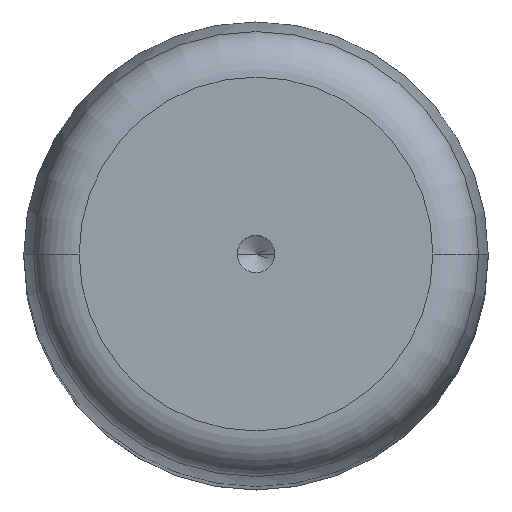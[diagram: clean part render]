
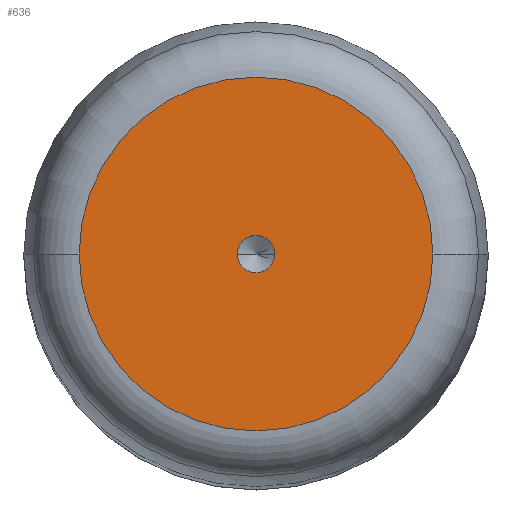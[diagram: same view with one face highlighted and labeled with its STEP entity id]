
A CAD part, top view. The second image highlights one B-rep face of the part: STEP entity #636.
In plain terms, the highlighted planar face has unit normal (0, 0, 1).
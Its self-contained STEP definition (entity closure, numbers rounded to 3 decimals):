
#2 = AXIS2_PLACEMENT_3D ( 'NONE', #171, #479, #489 ) ;
#8 = CIRCLE ( 'NONE', #543, 9.521 ) ;
#16 = CARTESIAN_POINT ( 'NONE',  ( 0., 0., 120. ) ) ;
#32 = DIRECTION ( 'NONE',  ( 0., 0., 1. ) ) ;
#43 = EDGE_CURVE ( 'NONE', #555, #191, #8, .T. ) ;
#55 = EDGE_CURVE ( 'NONE', #582, #160, #677, .T. ) ;
#63 = EDGE_CURVE ( 'NONE', #160, #582, #418, .T. ) ;
#73 = CARTESIAN_POINT ( 'NONE',  ( 1., 0., 120. ) ) ;
#76 = CARTESIAN_POINT ( 'NONE',  ( 0., 0., 120. ) ) ;
#120 = FACE_BOUND ( 'NONE', #460, .T. ) ;
#159 = CARTESIAN_POINT ( 'NONE',  ( 0., 0., 120. ) ) ;
#160 = VERTEX_POINT ( 'NONE', #73 ) ;
#169 = AXIS2_PLACEMENT_3D ( 'NONE', #16, #589, #596 ) ;
#171 = CARTESIAN_POINT ( 'NONE',  ( 0., 0., 120. ) ) ;
#191 = VERTEX_POINT ( 'NONE', #616 ) ;
#208 = EDGE_CURVE ( 'NONE', #191, #555, #378, .T. ) ;
#276 = CARTESIAN_POINT ( 'NONE',  ( -1., 0., 120. ) ) ;
#331 = DIRECTION ( 'NONE',  ( 1., 0., 0. ) ) ;
#340 = CARTESIAN_POINT ( 'NONE',  ( -9.521, 0., 120. ) ) ;
#354 = DIRECTION ( 'NONE',  ( 0., 0., 1. ) ) ;
#356 = CARTESIAN_POINT ( 'NONE',  ( 0., 0., 120. ) ) ;
#360 = AXIS2_PLACEMENT_3D ( 'NONE', #356, #354, #412 ) ;
#363 = ORIENTED_EDGE ( 'NONE', *, *, #55, .F. ) ;
#378 = CIRCLE ( 'NONE', #360, 9.521 ) ;
#410 = EDGE_LOOP ( 'NONE', ( #415, #548 ) ) ;
#412 = DIRECTION ( 'NONE',  ( 1., 0., 0. ) ) ;
#415 = ORIENTED_EDGE ( 'NONE', *, *, #208, .T. ) ;
#418 = CIRCLE ( 'NONE', #169, 1. ) ;
#440 = DIRECTION ( 'NONE',  ( 1., 0., 0. ) ) ;
#460 = EDGE_LOOP ( 'NONE', ( #564, #363 ) ) ;
#477 = DIRECTION ( 'NONE',  ( 0., 0., 1. ) ) ;
#479 = DIRECTION ( 'NONE',  ( 0., 0., 1. ) ) ;
#489 = DIRECTION ( 'NONE',  ( 1., 0., 0. ) ) ;
#516 = FACE_OUTER_BOUND ( 'NONE', #410, .T. ) ;
#543 = AXIS2_PLACEMENT_3D ( 'NONE', #159, #477, #440 ) ;
#548 = ORIENTED_EDGE ( 'NONE', *, *, #43, .T. ) ;
#555 = VERTEX_POINT ( 'NONE', #340 ) ;
#563 = AXIS2_PLACEMENT_3D ( 'NONE', #76, #32, #331 ) ;
#564 = ORIENTED_EDGE ( 'NONE', *, *, #63, .F. ) ;
#582 = VERTEX_POINT ( 'NONE', #276 ) ;
#589 = DIRECTION ( 'NONE',  ( 0., 0., 1. ) ) ;
#596 = DIRECTION ( 'NONE',  ( 1., 0., 0. ) ) ;
#616 = CARTESIAN_POINT ( 'NONE',  ( 9.521, 0., 120. ) ) ;
#636 = ADVANCED_FACE ( 'NONE', ( #120, #516 ), #659, .T. ) ;
#659 = PLANE ( 'NONE',  #563 ) ;
#677 = CIRCLE ( 'NONE', #2, 1. ) ;
